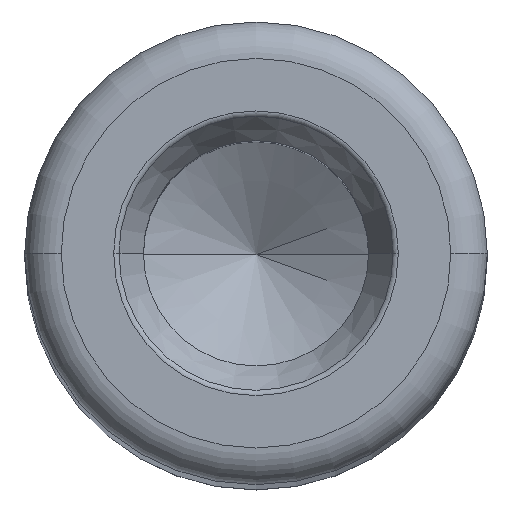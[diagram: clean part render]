
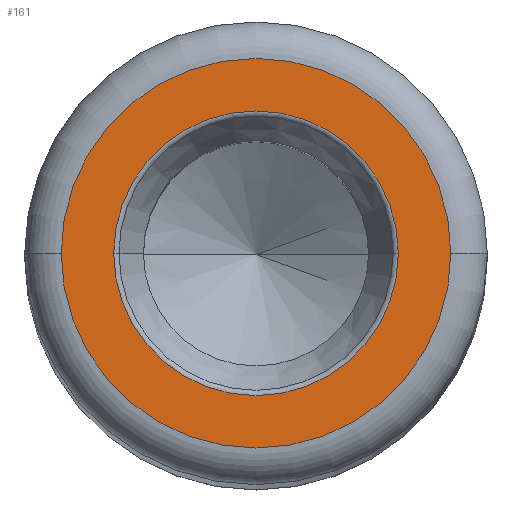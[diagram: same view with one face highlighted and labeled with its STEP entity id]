
A CAD part, top view. The second image highlights one B-rep face of the part: STEP entity #161.
In plain terms, the highlighted planar face has unit normal (0, 0, 1).
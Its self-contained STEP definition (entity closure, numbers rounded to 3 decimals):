
#47 = AXIS2_PLACEMENT_3D ( 'NONE', #686, #106, #342 ) ;
#67 = DIRECTION ( 'NONE',  ( 0., 0., 1. ) ) ;
#106 = DIRECTION ( 'NONE',  ( 0., 0., -1. ) ) ;
#111 = CIRCLE ( 'NONE', #443, 11.689 ) ;
#122 = VERTEX_POINT ( 'NONE', #483 ) ;
#128 = CIRCLE ( 'NONE', #714, 16. ) ;
#132 = CIRCLE ( 'NONE', #47, 11.689 ) ;
#161 = ADVANCED_FACE ( 'NONE', ( #704, #484 ), #192, .T. ) ;
#187 = VERTEX_POINT ( 'NONE', #286 ) ;
#192 = PLANE ( 'NONE',  #674 ) ;
#197 = VERTEX_POINT ( 'NONE', #683 ) ;
#209 = DIRECTION ( 'NONE',  ( 0., 0., -1. ) ) ;
#243 = ORIENTED_EDGE ( 'NONE', *, *, #700, .T. ) ;
#258 = EDGE_CURVE ( 'NONE', #197, #187, #132, .T. ) ;
#262 = CARTESIAN_POINT ( 'NONE',  ( 0., 0., 260. ) ) ;
#286 = CARTESIAN_POINT ( 'NONE',  ( -11.689, 0., 260. ) ) ;
#312 = DIRECTION ( 'NONE',  ( 1., 0., 0. ) ) ;
#342 = DIRECTION ( 'NONE',  ( 1., 0., 0. ) ) ;
#363 = CIRCLE ( 'NONE', #413, 16. ) ;
#413 = AXIS2_PLACEMENT_3D ( 'NONE', #427, #67, #481 ) ;
#427 = CARTESIAN_POINT ( 'NONE',  ( 0., 0., 260. ) ) ;
#443 = AXIS2_PLACEMENT_3D ( 'NONE', #262, #209, #506 ) ;
#470 = EDGE_LOOP ( 'NONE', ( #600, #243 ) ) ;
#481 = DIRECTION ( 'NONE',  ( 1., 0., 0. ) ) ;
#483 = CARTESIAN_POINT ( 'NONE',  ( 16., 0., 260. ) ) ;
#484 = FACE_OUTER_BOUND ( 'NONE', #494, .T. ) ;
#488 = CARTESIAN_POINT ( 'NONE',  ( 0., 0., 260. ) ) ;
#494 = EDGE_LOOP ( 'NONE', ( #502, #582 ) ) ;
#502 = ORIENTED_EDGE ( 'NONE', *, *, #521, .T. ) ;
#506 = DIRECTION ( 'NONE',  ( 1., 0., 0. ) ) ;
#521 = EDGE_CURVE ( 'NONE', #122, #640, #363, .T. ) ;
#544 = DIRECTION ( 'NONE',  ( 1., 0., 0. ) ) ;
#582 = ORIENTED_EDGE ( 'NONE', *, *, #626, .T. ) ;
#600 = ORIENTED_EDGE ( 'NONE', *, *, #258, .T. ) ;
#601 = CARTESIAN_POINT ( 'NONE',  ( 0., 0., 260. ) ) ;
#626 = EDGE_CURVE ( 'NONE', #640, #122, #128, .T. ) ;
#640 = VERTEX_POINT ( 'NONE', #668 ) ;
#663 = DIRECTION ( 'NONE',  ( 0., 0., 1. ) ) ;
#667 = DIRECTION ( 'NONE',  ( 0., 0., 1. ) ) ;
#668 = CARTESIAN_POINT ( 'NONE',  ( -16., 0., 260. ) ) ;
#674 = AXIS2_PLACEMENT_3D ( 'NONE', #601, #663, #312 ) ;
#683 = CARTESIAN_POINT ( 'NONE',  ( 11.689, 0., 260. ) ) ;
#686 = CARTESIAN_POINT ( 'NONE',  ( 0., 0., 260. ) ) ;
#700 = EDGE_CURVE ( 'NONE', #187, #197, #111, .T. ) ;
#704 = FACE_BOUND ( 'NONE', #470, .T. ) ;
#714 = AXIS2_PLACEMENT_3D ( 'NONE', #488, #667, #544 ) ;
